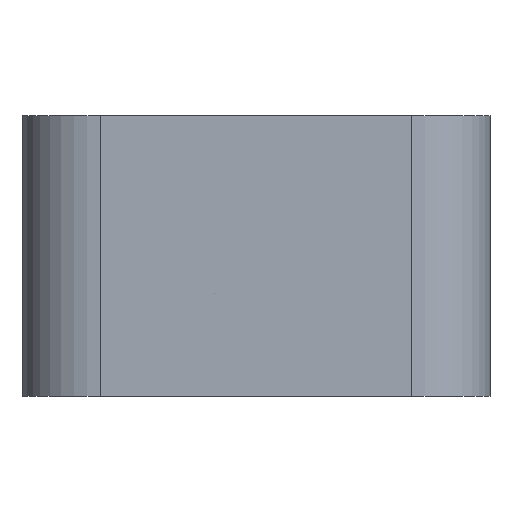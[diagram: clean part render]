
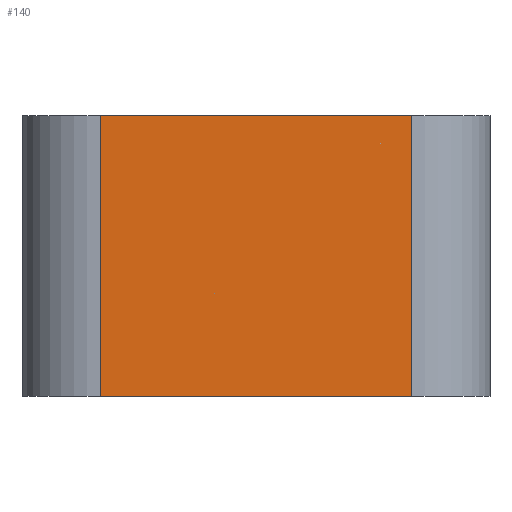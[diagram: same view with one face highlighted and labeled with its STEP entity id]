
A CAD part, front view. The second image highlights one B-rep face of the part: STEP entity #140.
In plain terms, the highlighted planar face has unit normal (0, -1, 0).
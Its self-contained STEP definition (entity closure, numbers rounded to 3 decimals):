
#73=CARTESIAN_POINT('',(-6.64,-43.02,12.));
#74=VERTEX_POINT('',#73);
#92=CARTESIAN_POINT('',(-6.64,-43.02,0.0));
#93=VERTEX_POINT('',#92);
#101=CARTESIAN_POINT('',(-6.64,-43.02,0.0));
#102=DIRECTION('',(0.0,0.0,1.0));
#103=VECTOR('',#102,12.);
#104=LINE('',#101,#103);
#105=EDGE_CURVE('',#93,#74,#104,.T.);
#110=CARTESIAN_POINT('',(-10.0,-43.02,0.0));
#111=DIRECTION('',(0.0,-1.0,0.0));
#112=DIRECTION('',(1.0,0.0,0.0));
#113=AXIS2_PLACEMENT_3D('',#110,#111,#112);
#114=PLANE('',#113);
#115=ORIENTED_EDGE('',*,*,#105,.F.);
#116=CARTESIAN_POINT('',(6.64,-43.02,0.0));
#117=VERTEX_POINT('',#116);
#118=CARTESIAN_POINT('',(-6.64,-43.02,0.0));
#119=DIRECTION('',(1.0,0.0,0.0));
#120=VECTOR('',#119,13.28);
#121=LINE('',#118,#120);
#122=EDGE_CURVE('',#93,#117,#121,.T.);
#123=ORIENTED_EDGE('',*,*,#122,.T.);
#124=CARTESIAN_POINT('',(6.64,-43.02,12.));
#125=VERTEX_POINT('',#124);
#126=CARTESIAN_POINT('',(6.64,-43.02,12.));
#127=DIRECTION('',(0.0,0.0,-1.0));
#128=VECTOR('',#127,12.);
#129=LINE('',#126,#128);
#130=EDGE_CURVE('',#125,#117,#129,.T.);
#131=ORIENTED_EDGE('',*,*,#130,.F.);
#132=CARTESIAN_POINT('',(-6.64,-43.02,12.));
#133=DIRECTION('',(1.0,0.0,0.0));
#134=VECTOR('',#133,13.28);
#135=LINE('',#132,#134);
#136=EDGE_CURVE('',#74,#125,#135,.T.);
#137=ORIENTED_EDGE('',*,*,#136,.F.);
#138=EDGE_LOOP('',(#115,#123,#131,#137));
#139=FACE_OUTER_BOUND('',#138,.T.);
#140=ADVANCED_FACE('',(#139),#114,.T.);
